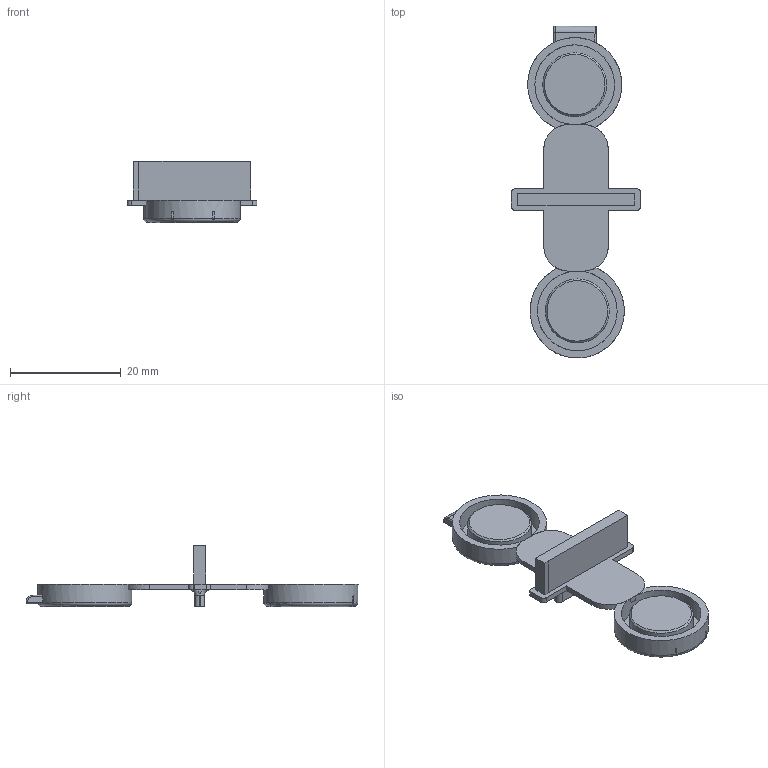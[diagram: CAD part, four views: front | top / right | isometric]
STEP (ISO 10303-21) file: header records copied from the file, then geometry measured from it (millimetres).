
FILE_DESCRIPTION(/* description */ (''),/* implementation_level */ '2;1');
FILE_NAME(/* name */ 'silicone_cap.step',/* time_stamp */ '2022-03-25T11:01:38+01:00',/* author */ (''),/* organization */ (''),/* preprocessor_version */ 'ST-DEVELOPER v18.1',/* originating_system */ 'Autodesk Translation Framework v10.13.0.1454',/* authorisation */ '');
FILE_SCHEMA (('AUTOMOTIVE_DESIGN { 1 0 10303 214 3 1 1 }'));
Length unit declared in the file: millimetre
Products named in the file (1): Actual cap
Bounding box: 23.4 x 59.91 x 11.03 mm (x, y, z)
Volume: 2136 mm3; surface area: 3012 mm2
Topology: 1 solids, 1 shells, 90 faces, 230 edges, 146 vertices
Faces by surface type: plane 46, cylinder 34, torus 8, cone 2
Full cylindrical faces by diameter (mm): 11.52 x2, 14.4 x2, 17 x2
Entity records: 2829 total; most frequent: CARTESIAN_POINT 571, DIRECTION 482, ORIENTED_EDGE 460, EDGE_CURVE 230, AXIS2_PLACEMENT_3D 177, VERTEX_POINT 146, LINE 128, VECTOR 128
